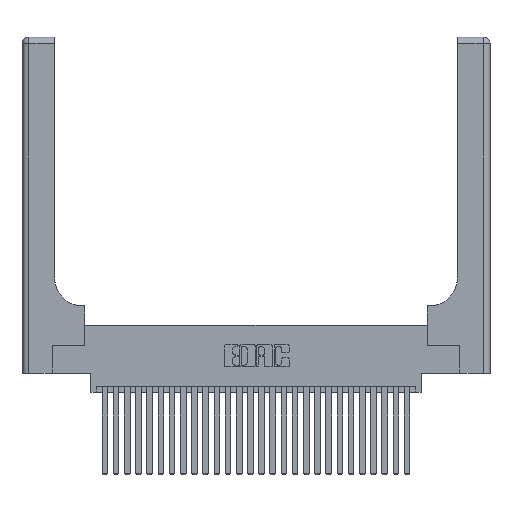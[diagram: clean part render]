
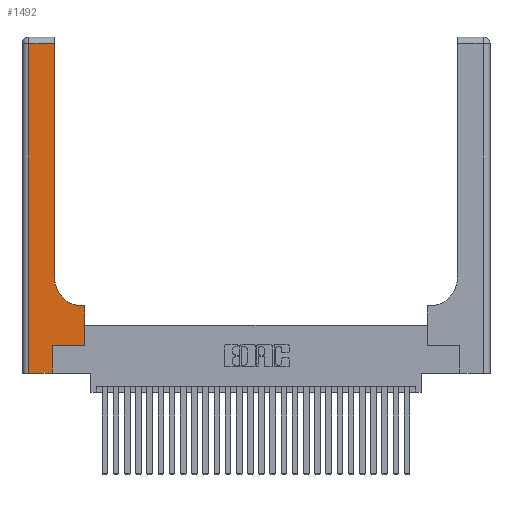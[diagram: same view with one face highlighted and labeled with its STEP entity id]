
A CAD part, top view. The second image highlights one B-rep face of the part: STEP entity #1492.
In plain terms, the highlighted planar face has unit normal (0, 0, 1).
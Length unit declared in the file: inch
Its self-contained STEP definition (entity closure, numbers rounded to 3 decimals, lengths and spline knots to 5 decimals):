
#6 = LINE ( 'NONE', #741, #17200 ) ;
#46 = ORIENTED_EDGE ( 'NONE', *, *, #28897, .T. ) ;
#337 = VERTEX_POINT ( 'NONE', #10550 ) ;
#429 = CARTESIAN_POINT ( 'NONE',  ( 0.06, 0., 0.37 ) ) ;
#630 = CARTESIAN_POINT ( 'NONE',  ( 0.5585, 0.6, 0.37 ) ) ;
#741 = CARTESIAN_POINT ( 'NONE',  ( 0., 2.94, 0.37 ) ) ;
#1072 = EDGE_CURVE ( 'NONE', #10145, #8564, #1745, .T. ) ;
#1492 = ADVANCED_FACE ( 'NONE', ( #25541 ), #4938, .F. ) ;
#1745 = LINE ( 'NONE', #19254, #18225 ) ;
#2209 = CARTESIAN_POINT ( 'NONE',  ( 0.269, 0.25, 0.37 ) ) ;
#2371 = VECTOR ( 'NONE', #25556, 39.37008 ) ;
#2534 = CARTESIAN_POINT ( 'NONE',  ( 0.5415, 0.85, 0.37 ) ) ;
#2583 = VECTOR ( 'NONE', #7831, 39.37008 ) ;
#3429 = CARTESIAN_POINT ( 'NONE',  ( 0.5585, 0.25, 0.37 ) ) ;
#4785 = DIRECTION ( 'NONE',  ( 1., 0., 0. ) ) ;
#4938 = PLANE ( 'NONE',  #18647 ) ;
#5609 = AXIS2_PLACEMENT_3D ( 'NONE', #2534, #18217, #4785 ) ;
#5720 = CARTESIAN_POINT ( 'NONE',  ( 0.2915, 2.94, 0.37 ) ) ;
#7831 = DIRECTION ( 'NONE',  ( -1., 0., 0. ) ) ;
#8015 = CARTESIAN_POINT ( 'NONE',  ( 0.06, 2.94, 0.37 ) ) ;
#8155 = DIRECTION ( 'NONE',  ( 0., 1., 0. ) ) ;
#8305 = LINE ( 'NONE', #18902, #2371 ) ;
#8564 = VERTEX_POINT ( 'NONE', #5720 ) ;
#8653 = CARTESIAN_POINT ( 'NONE',  ( 0.269, 0., 0.37 ) ) ;
#9155 = EDGE_CURVE ( 'NONE', #19108, #19119, #8305, .T. ) ;
#9212 = VERTEX_POINT ( 'NONE', #3429 ) ;
#9420 = DIRECTION ( 'NONE',  ( 0., 0., -1. ) ) ;
#9424 = LINE ( 'NONE', #12971, #15428 ) ;
#9875 = EDGE_CURVE ( 'NONE', #9212, #11686, #13911, .T. ) ;
#10145 = VERTEX_POINT ( 'NONE', #24807 ) ;
#10550 = CARTESIAN_POINT ( 'NONE',  ( 0.5415, 0.6, 0.37 ) ) ;
#11686 = VERTEX_POINT ( 'NONE', #630 ) ;
#11896 = DIRECTION ( 'NONE',  ( -1., 0., 0. ) ) ;
#12598 = DIRECTION ( 'NONE',  ( 0., 1., 0. ) ) ;
#12671 = ORIENTED_EDGE ( 'NONE', *, *, #9155, .T. ) ;
#12971 = CARTESIAN_POINT ( 'NONE',  ( 0.269, 0.25, 0.37 ) ) ;
#13391 = ORIENTED_EDGE ( 'NONE', *, *, #9875, .T. ) ;
#13491 = EDGE_CURVE ( 'NONE', #16169, #25314, #20036, .T. ) ;
#13911 = LINE ( 'NONE', #14948, #25099 ) ;
#13956 = EDGE_LOOP ( 'NONE', ( #14431, #15841, #27715, #46, #12671, #24592, #13391, #14099, #20050 ) ) ;
#14099 = ORIENTED_EDGE ( 'NONE', *, *, #21480, .T. ) ;
#14431 = ORIENTED_EDGE ( 'NONE', *, *, #1072, .T. ) ;
#14785 = VECTOR ( 'NONE', #15546, 39.37008 ) ;
#14948 = CARTESIAN_POINT ( 'NONE',  ( 0.5585, 0.25, 0.37 ) ) ;
#15428 = VECTOR ( 'NONE', #21866, 39.37008 ) ;
#15546 = DIRECTION ( 'NONE',  ( 0., -1., 0. ) ) ;
#15714 = EDGE_CURVE ( 'NONE', #19119, #9212, #9424, .T. ) ;
#15841 = ORIENTED_EDGE ( 'NONE', *, *, #28926, .T. ) ;
#15926 = LINE ( 'NONE', #27897, #2583 ) ;
#16169 = VERTEX_POINT ( 'NONE', #8015 ) ;
#16325 = DIRECTION ( 'NONE',  ( 1., 0., 0. ) ) ;
#17200 = VECTOR ( 'NONE', #11896, 39.37008 ) ;
#17911 = LINE ( 'NONE', #20724, #19289 ) ;
#18217 = DIRECTION ( 'NONE',  ( 0., 0., -1. ) ) ;
#18225 = VECTOR ( 'NONE', #12598, 39.37008 ) ;
#18647 = AXIS2_PLACEMENT_3D ( 'NONE', #20604, #9420, #25103 ) ;
#18902 = CARTESIAN_POINT ( 'NONE',  ( 0.269, 0., 0.37 ) ) ;
#19108 = VERTEX_POINT ( 'NONE', #8653 ) ;
#19119 = VERTEX_POINT ( 'NONE', #2209 ) ;
#19254 = CARTESIAN_POINT ( 'NONE',  ( 0.2915, 3., 0.37 ) ) ;
#19289 = VECTOR ( 'NONE', #16325, 39.37008 ) ;
#20036 = LINE ( 'NONE', #22293, #14785 ) ;
#20050 = ORIENTED_EDGE ( 'NONE', *, *, #26617, .T. ) ;
#20604 = CARTESIAN_POINT ( 'NONE',  ( 0., 3., 0.37 ) ) ;
#20724 = CARTESIAN_POINT ( 'NONE',  ( 0., 0., 0.37 ) ) ;
#21480 = EDGE_CURVE ( 'NONE', #11686, #337, #15926, .T. ) ;
#21866 = DIRECTION ( 'NONE',  ( 1., 0., 0. ) ) ;
#22293 = CARTESIAN_POINT ( 'NONE',  ( 0.06, 3., 0.37 ) ) ;
#24592 = ORIENTED_EDGE ( 'NONE', *, *, #15714, .T. ) ;
#24807 = CARTESIAN_POINT ( 'NONE',  ( 0.2915, 0.85, 0.37 ) ) ;
#25099 = VECTOR ( 'NONE', #8155, 39.37008 ) ;
#25103 = DIRECTION ( 'NONE',  ( -1., 0., 0. ) ) ;
#25314 = VERTEX_POINT ( 'NONE', #429 ) ;
#25541 = FACE_OUTER_BOUND ( 'NONE', #13956, .T. ) ;
#25556 = DIRECTION ( 'NONE',  ( 0., 1., 0. ) ) ;
#26617 = EDGE_CURVE ( 'NONE', #337, #10145, #27891, .T. ) ;
#27715 = ORIENTED_EDGE ( 'NONE', *, *, #13491, .T. ) ;
#27891 = CIRCLE ( 'NONE', #5609, 0.25 ) ;
#27897 = CARTESIAN_POINT ( 'NONE',  ( 0.2915, 0.6, 0.37 ) ) ;
#28897 = EDGE_CURVE ( 'NONE', #25314, #19108, #17911, .T. ) ;
#28926 = EDGE_CURVE ( 'NONE', #8564, #16169, #6, .T. ) ;
